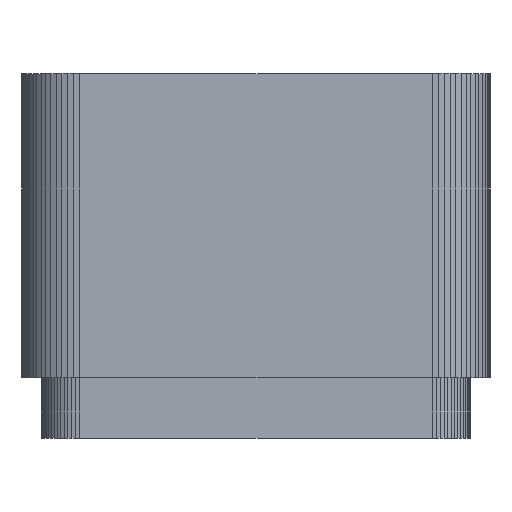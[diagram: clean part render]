
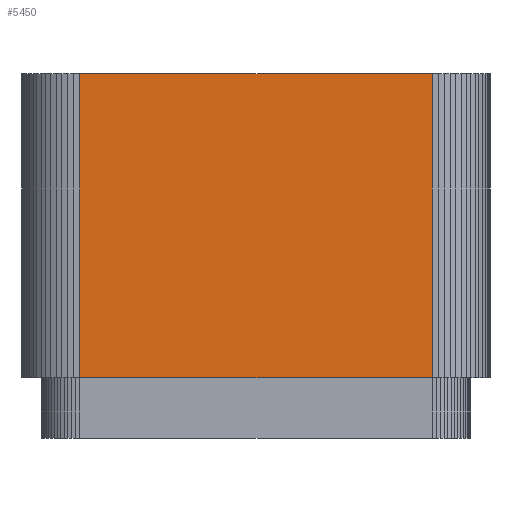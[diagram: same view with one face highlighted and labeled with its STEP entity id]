
A CAD part, left-side view. The second image highlights one B-rep face of the part: STEP entity #5450.
In plain terms, the highlighted free-form (B-spline) face has degree [1, 1] with [2, 2] control points.
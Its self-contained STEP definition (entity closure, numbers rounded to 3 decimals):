
#67 = B_SPLINE_SURFACE_WITH_KNOTS('',1,1,(
    (#68,#69)
    ,(#70,#71)),.UNSPECIFIED.,.F.,.F.,.F.,(2,2),(2,2),(-23.5,
    23.5),(-19.25,19.25),
  .PIECEWISE_BEZIER_KNOTS.);
#68 = CARTESIAN_POINT('',(-3.75,-34.75,
    35.));
#69 = CARTESIAN_POINT('',(-3.75,3.75,35.
    ));
#70 = CARTESIAN_POINT('',(43.25,-34.75,
    35.));
#71 = CARTESIAN_POINT('',(43.25,3.75,35.
    ));
#115 = B_SPLINE_SURFACE_WITH_KNOTS('',1,1,(
    (#116,#117)
    ,(#118,#119
    )),.UNSPECIFIED.,.F.,.F.,.F.,(2,2),(2,2),(-23.5,
    23.5),(-19.25,19.25),
  .PIECEWISE_BEZIER_KNOTS.);
#116 = CARTESIAN_POINT('',(-3.75,-34.75,
    10.));
#117 = CARTESIAN_POINT('',(-3.75,3.75,
    10.));
#118 = CARTESIAN_POINT('',(43.25,-34.75,
    10.));
#119 = CARTESIAN_POINT('',(43.25,3.75,
    10.));
#3208 = VERTEX_POINT('',#3209);
#3209 = CARTESIAN_POINT('',(-3.75,-1.,10.));
#3221 = B_SPLINE_SURFACE_WITH_KNOTS('',1,1,(
    (#3222,#3223)
    ,(#3224,#3225
    )),.UNSPECIFIED.,.F.,.F.,.F.,(2,2),(2,2),(0.,0.497),(
    -10.,0.),.PIECEWISE_BEZIER_KNOTS.);
#3222 = CARTESIAN_POINT('',(-3.724,-0.503,
    35.));
#3223 = CARTESIAN_POINT('',(-3.724,-0.503,
    10.));
#3224 = CARTESIAN_POINT('',(-3.75,-1.,35.));
#3225 = CARTESIAN_POINT('',(-3.75,-1.,10.));
#3232 = EDGE_CURVE('',#3208,#3233,#3235,.T.);
#3233 = VERTEX_POINT('',#3234);
#3234 = CARTESIAN_POINT('',(-3.75,-30.,
    10.));
#3235 = SURFACE_CURVE('',#3236,(#3239,#3245),.PCURVE_S1.);
#3236 = B_SPLINE_CURVE_WITH_KNOTS('',1,(#3237,#3238),.UNSPECIFIED.,.F.,
  .F.,(2,2),(0.,29.),.PIECEWISE_BEZIER_KNOTS.);
#3237 = CARTESIAN_POINT('',(-3.75,-1.,10.));
#3238 = CARTESIAN_POINT('',(-3.75,-30.,
    10.));
#3239 = PCURVE('',#115,#3240);
#3240 = DEFINITIONAL_REPRESENTATION('',(#3241),#3244);
#3241 = B_SPLINE_CURVE_WITH_KNOTS('',1,(#3242,#3243),.UNSPECIFIED.,.F.,
  .F.,(2,2),(0.,29.),.PIECEWISE_BEZIER_KNOTS.);
#3242 = CARTESIAN_POINT('',(-23.5,14.5));
#3243 = CARTESIAN_POINT('',(-23.5,-14.5));
#3244 = ( GEOMETRIC_REPRESENTATION_CONTEXT(2) 
PARAMETRIC_REPRESENTATION_CONTEXT() REPRESENTATION_CONTEXT('2D SPACE',''
  ) );
#3245 = PCURVE('',#3246,#3251);
#3246 = B_SPLINE_SURFACE_WITH_KNOTS('',1,1,(
    (#3247,#3248)
    ,(#3249,#3250
    )),.UNSPECIFIED.,.F.,.F.,.F.,(2,2),(2,2),(0.,29.),(
    -10.,0.),.PIECEWISE_BEZIER_KNOTS.);
#3247 = CARTESIAN_POINT('',(-3.75,-1.,35.));
#3248 = CARTESIAN_POINT('',(-3.75,-1.,10.));
#3249 = CARTESIAN_POINT('',(-3.75,-30.,
    35.));
#3250 = CARTESIAN_POINT('',(-3.75,-30.,
    10.));
#3251 = DEFINITIONAL_REPRESENTATION('',(#3252),#3255);
#3252 = B_SPLINE_CURVE_WITH_KNOTS('',1,(#3253,#3254),.UNSPECIFIED.,.F.,
  .F.,(2,2),(0.,29.),.PIECEWISE_BEZIER_KNOTS.);
#3253 = CARTESIAN_POINT('',(0.,0.));
#3254 = CARTESIAN_POINT('',(29.,0.));
#3255 = ( GEOMETRIC_REPRESENTATION_CONTEXT(2) 
PARAMETRIC_REPRESENTATION_CONTEXT() REPRESENTATION_CONTEXT('2D SPACE',''
  ) );
#3271 = B_SPLINE_SURFACE_WITH_KNOTS('',1,1,(
    (#3272,#3273)
    ,(#3274,#3275
    )),.UNSPECIFIED.,.F.,.F.,.F.,(2,2),(2,2),(0.,0.),(
    -10.,0.),.PIECEWISE_BEZIER_KNOTS.);
#3272 = CARTESIAN_POINT('',(-3.75,-30.,
    35.));
#3273 = CARTESIAN_POINT('',(-3.75,-30.,
    10.));
#3274 = CARTESIAN_POINT('',(-3.75,-30.,
    35.));
#3275 = CARTESIAN_POINT('',(-3.75,-30.,
    10.));
#4641 = VERTEX_POINT('',#4642);
#4642 = CARTESIAN_POINT('',(-3.75,-1.,35.));
#4660 = EDGE_CURVE('',#4641,#4661,#4663,.T.);
#4661 = VERTEX_POINT('',#4662);
#4662 = CARTESIAN_POINT('',(-3.75,-30.,
    35.));
#4663 = SURFACE_CURVE('',#4664,(#4667,#4673),.PCURVE_S1.);
#4664 = B_SPLINE_CURVE_WITH_KNOTS('',1,(#4665,#4666),.UNSPECIFIED.,.F.,
  .F.,(2,2),(0.,29.),.PIECEWISE_BEZIER_KNOTS.);
#4665 = CARTESIAN_POINT('',(-3.75,-1.,35.));
#4666 = CARTESIAN_POINT('',(-3.75,-30.,
    35.));
#4667 = PCURVE('',#67,#4668);
#4668 = DEFINITIONAL_REPRESENTATION('',(#4669),#4672);
#4669 = B_SPLINE_CURVE_WITH_KNOTS('',1,(#4670,#4671),.UNSPECIFIED.,.F.,
  .F.,(2,2),(0.,29.),.PIECEWISE_BEZIER_KNOTS.);
#4670 = CARTESIAN_POINT('',(-23.5,14.5));
#4671 = CARTESIAN_POINT('',(-23.5,-14.5));
#4672 = ( GEOMETRIC_REPRESENTATION_CONTEXT(2) 
PARAMETRIC_REPRESENTATION_CONTEXT() REPRESENTATION_CONTEXT('2D SPACE',''
  ) );
#4673 = PCURVE('',#3246,#4674);
#4674 = DEFINITIONAL_REPRESENTATION('',(#4675),#4678);
#4675 = B_SPLINE_CURVE_WITH_KNOTS('',1,(#4676,#4677),.UNSPECIFIED.,.F.,
  .F.,(2,2),(0.,29.),.PIECEWISE_BEZIER_KNOTS.);
#4676 = CARTESIAN_POINT('',(0.,-10.));
#4677 = CARTESIAN_POINT('',(29.,-10.));
#4678 = ( GEOMETRIC_REPRESENTATION_CONTEXT(2) 
PARAMETRIC_REPRESENTATION_CONTEXT() REPRESENTATION_CONTEXT('2D SPACE',''
  ) );
#5430 = EDGE_CURVE('',#3233,#4661,#5431,.T.);
#5431 = SURFACE_CURVE('',#5432,(#5435,#5441),.PCURVE_S1.);
#5432 = B_SPLINE_CURVE_WITH_KNOTS('',1,(#5433,#5434),.UNSPECIFIED.,.F.,
  .F.,(2,2),(0.,10.),.PIECEWISE_BEZIER_KNOTS.);
#5433 = CARTESIAN_POINT('',(-3.75,-30.,
    10.));
#5434 = CARTESIAN_POINT('',(-3.75,-30.,
    35.));
#5435 = PCURVE('',#3271,#5436);
#5436 = DEFINITIONAL_REPRESENTATION('',(#5437),#5440);
#5437 = B_SPLINE_CURVE_WITH_KNOTS('',1,(#5438,#5439),.UNSPECIFIED.,.F.,
  .F.,(2,2),(0.,10.),.PIECEWISE_BEZIER_KNOTS.);
#5438 = CARTESIAN_POINT('',(0.,0.));
#5439 = CARTESIAN_POINT('',(0.,-10.));
#5440 = ( GEOMETRIC_REPRESENTATION_CONTEXT(2) 
PARAMETRIC_REPRESENTATION_CONTEXT() REPRESENTATION_CONTEXT('2D SPACE',''
  ) );
#5441 = PCURVE('',#3246,#5442);
#5442 = DEFINITIONAL_REPRESENTATION('',(#5443),#5446);
#5443 = B_SPLINE_CURVE_WITH_KNOTS('',1,(#5444,#5445),.UNSPECIFIED.,.F.,
  .F.,(2,2),(0.,10.),.PIECEWISE_BEZIER_KNOTS.);
#5444 = CARTESIAN_POINT('',(29.,0.));
#5445 = CARTESIAN_POINT('',(29.,-10.));
#5446 = ( GEOMETRIC_REPRESENTATION_CONTEXT(2) 
PARAMETRIC_REPRESENTATION_CONTEXT() REPRESENTATION_CONTEXT('2D SPACE',''
  ) );
#5450 = ADVANCED_FACE('',(#5451),#3246,.F.);
#5451 = FACE_BOUND('',#5452,.F.);
#5452 = EDGE_LOOP('',(#5453,#5471,#5472,#5473));
#5453 = ORIENTED_EDGE('',*,*,#5454,.T.);
#5454 = EDGE_CURVE('',#3208,#4641,#5455,.T.);
#5455 = SURFACE_CURVE('',#5456,(#5459,#5465),.PCURVE_S1.);
#5456 = B_SPLINE_CURVE_WITH_KNOTS('',1,(#5457,#5458),.UNSPECIFIED.,.F.,
  .F.,(2,2),(0.,10.),.PIECEWISE_BEZIER_KNOTS.);
#5457 = CARTESIAN_POINT('',(-3.75,-1.,10.));
#5458 = CARTESIAN_POINT('',(-3.75,-1.,35.));
#5459 = PCURVE('',#3246,#5460);
#5460 = DEFINITIONAL_REPRESENTATION('',(#5461),#5464);
#5461 = B_SPLINE_CURVE_WITH_KNOTS('',1,(#5462,#5463),.UNSPECIFIED.,.F.,
  .F.,(2,2),(0.,10.),.PIECEWISE_BEZIER_KNOTS.);
#5462 = CARTESIAN_POINT('',(0.,0.));
#5463 = CARTESIAN_POINT('',(0.,-10.));
#5464 = ( GEOMETRIC_REPRESENTATION_CONTEXT(2) 
PARAMETRIC_REPRESENTATION_CONTEXT() REPRESENTATION_CONTEXT('2D SPACE',''
  ) );
#5465 = PCURVE('',#3221,#5466);
#5466 = DEFINITIONAL_REPRESENTATION('',(#5467),#5470);
#5467 = B_SPLINE_CURVE_WITH_KNOTS('',1,(#5468,#5469),.UNSPECIFIED.,.F.,
  .F.,(2,2),(0.,10.),.PIECEWISE_BEZIER_KNOTS.);
#5468 = CARTESIAN_POINT('',(0.497,0.));
#5469 = CARTESIAN_POINT('',(0.497,-10.));
#5470 = ( GEOMETRIC_REPRESENTATION_CONTEXT(2) 
PARAMETRIC_REPRESENTATION_CONTEXT() REPRESENTATION_CONTEXT('2D SPACE',''
  ) );
#5471 = ORIENTED_EDGE('',*,*,#4660,.T.);
#5472 = ORIENTED_EDGE('',*,*,#5430,.F.);
#5473 = ORIENTED_EDGE('',*,*,#3232,.F.);
